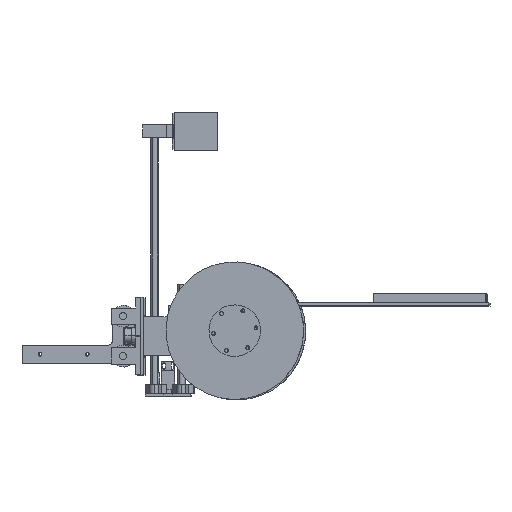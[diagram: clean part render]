
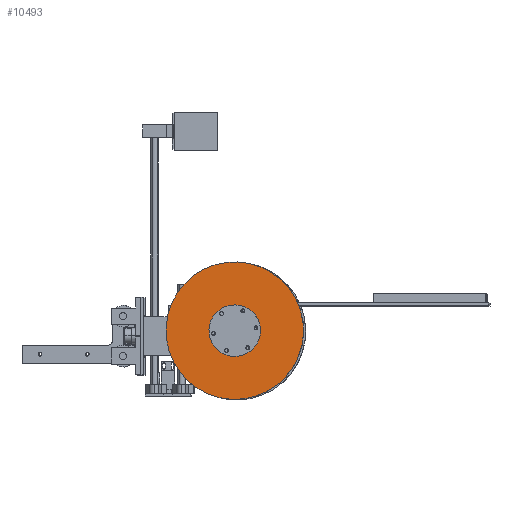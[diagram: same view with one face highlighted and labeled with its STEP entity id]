
A CAD part, top view. The second image highlights one B-rep face of the part: STEP entity #10493.
In plain terms, the highlighted face is planar.
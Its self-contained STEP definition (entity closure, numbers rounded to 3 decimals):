
#533 = FACE_OUTER_BOUND ( 'NONE', #10129, .T. ) ;
#2096 = CARTESIAN_POINT ( 'NONE',  ( -76., 0., 0. ) ) ;
#2450 = ORIENTED_EDGE ( 'NONE', *, *, #15248, .F. ) ;
#2575 = CARTESIAN_POINT ( 'NONE',  ( -28.5, 0., 0. ) ) ;
#3161 = CARTESIAN_POINT ( 'NONE',  ( 0., 0., 0. ) ) ;
#3228 = DIRECTION ( 'NONE',  ( -1., 0., 0. ) ) ;
#3305 = ORIENTED_EDGE ( 'NONE', *, *, #10883, .F. ) ;
#3519 = VERTEX_POINT ( 'NONE', #2575 ) ;
#5209 = AXIS2_PLACEMENT_3D ( 'NONE', #21258, #15193, #23796 ) ;
#5560 = DIRECTION ( 'NONE',  ( 1., 0., 0. ) ) ;
#6302 = CIRCLE ( 'NONE', #28149, 76. ) ;
#7157 = AXIS2_PLACEMENT_3D ( 'NONE', #9274, #14750, #5560 ) ;
#8369 = CIRCLE ( 'NONE', #7157, 76. ) ;
#8683 = EDGE_CURVE ( 'NONE', #13099, #3519, #21100, .T. ) ;
#9274 = CARTESIAN_POINT ( 'NONE',  ( 0., 0., 0. ) ) ;
#9588 = CIRCLE ( 'NONE', #28921, 28.5 ) ;
#10129 = EDGE_LOOP ( 'NONE', ( #2450, #3305 ) ) ;
#10493 = ADVANCED_FACE ( 'NONE', ( #21049, #533 ), #11902, .F. ) ;
#10685 = CARTESIAN_POINT ( 'NONE',  ( 0., 0., 0. ) ) ;
#10883 = EDGE_CURVE ( 'NONE', #29814, #19591, #8369, .T. ) ;
#11902 = PLANE ( 'NONE',  #5209 ) ;
#13033 = DIRECTION ( 'NONE',  ( 1., 0., 0. ) ) ;
#13099 = VERTEX_POINT ( 'NONE', #28774 ) ;
#14750 = DIRECTION ( 'NONE',  ( 0., 0., 1. ) ) ;
#14791 = DIRECTION ( 'NONE',  ( 0., 0., -1. ) ) ;
#15126 = DIRECTION ( 'NONE',  ( 0., 0., -1. ) ) ;
#15193 = DIRECTION ( 'NONE',  ( 0., 0., 1. ) ) ;
#15248 = EDGE_CURVE ( 'NONE', #19591, #29814, #6302, .T. ) ;
#16154 = DIRECTION ( 'NONE',  ( 0., 0., 1. ) ) ;
#18933 = EDGE_LOOP ( 'NONE', ( #26022, #36417 ) ) ;
#19591 = VERTEX_POINT ( 'NONE', #28269 ) ;
#21049 = FACE_BOUND ( 'NONE', #18933, .T. ) ;
#21100 = CIRCLE ( 'NONE', #37284, 28.5 ) ;
#21258 = CARTESIAN_POINT ( 'NONE',  ( 0., 0., 0. ) ) ;
#23796 = DIRECTION ( 'NONE',  ( 1., 0., 0. ) ) ;
#23905 = DIRECTION ( 'NONE',  ( -1., 0., 0. ) ) ;
#26022 = ORIENTED_EDGE ( 'NONE', *, *, #34082, .F. ) ;
#28149 = AXIS2_PLACEMENT_3D ( 'NONE', #10685, #16154, #13033 ) ;
#28269 = CARTESIAN_POINT ( 'NONE',  ( 76., 0., 0. ) ) ;
#28774 = CARTESIAN_POINT ( 'NONE',  ( 28.5, 0., 0. ) ) ;
#28921 = AXIS2_PLACEMENT_3D ( 'NONE', #29640, #14791, #3228 ) ;
#29640 = CARTESIAN_POINT ( 'NONE',  ( 0., 0., 0. ) ) ;
#29814 = VERTEX_POINT ( 'NONE', #2096 ) ;
#34082 = EDGE_CURVE ( 'NONE', #3519, #13099, #9588, .T. ) ;
#36417 = ORIENTED_EDGE ( 'NONE', *, *, #8683, .F. ) ;
#37284 = AXIS2_PLACEMENT_3D ( 'NONE', #3161, #15126, #23905 ) ;
